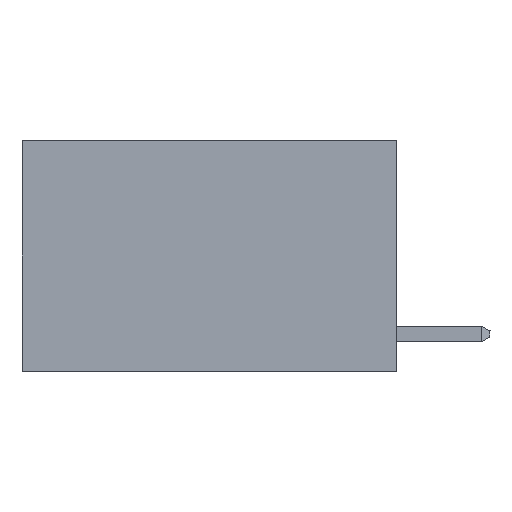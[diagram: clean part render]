
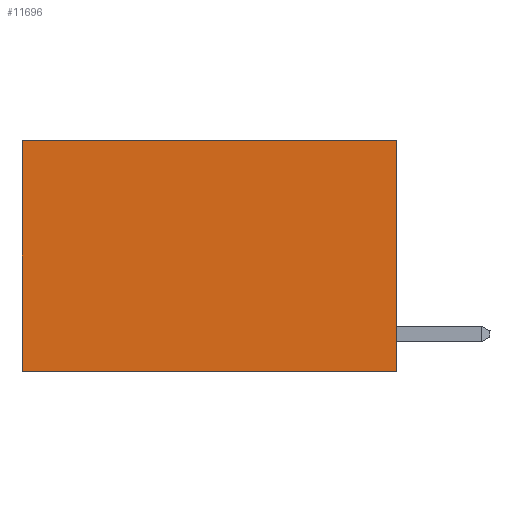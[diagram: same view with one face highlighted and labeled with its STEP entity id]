
A CAD part, left-side view. The second image highlights one B-rep face of the part: STEP entity #11696.
In plain terms, the highlighted planar face has unit normal (-1, 0, 0).
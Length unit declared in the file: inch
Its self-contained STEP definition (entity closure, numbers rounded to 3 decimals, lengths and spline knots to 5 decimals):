
#102 = CARTESIAN_POINT ( 'NONE',  ( 0.2625, 0.6, 0. ) ) ;
#143 = EDGE_LOOP ( 'NONE', ( #16435, #13620, #13177, #14204 ) ) ;
#271 = FACE_OUTER_BOUND ( 'NONE', #143, .T. ) ;
#820 = VECTOR ( 'NONE', #14697, 39.37008 ) ;
#1073 = CARTESIAN_POINT ( 'NONE',  ( 0.2625, 0., -0.37 ) ) ;
#1717 = LINE ( 'NONE', #12595, #5271 ) ;
#3708 = CARTESIAN_POINT ( 'NONE',  ( 0.2625, 0., 0. ) ) ;
#3926 = VECTOR ( 'NONE', #10251, 39.37008 ) ;
#5038 = DIRECTION ( 'NONE',  ( 1., 0., 0. ) ) ;
#5271 = VECTOR ( 'NONE', #12542, 39.37008 ) ;
#5842 = VERTEX_POINT ( 'NONE', #15335 ) ;
#6207 = EDGE_CURVE ( 'NONE', #10400, #5842, #11366, .T. ) ;
#7115 = EDGE_CURVE ( 'NONE', #10400, #9825, #13992, .T. ) ;
#7173 = AXIS2_PLACEMENT_3D ( 'NONE', #12875, #5038, #14224 ) ;
#7656 = PLANE ( 'NONE',  #7173 ) ;
#8004 = CARTESIAN_POINT ( 'NONE',  ( 0.2625, 0.6, -0.37 ) ) ;
#8575 = VECTOR ( 'NONE', #14645, 39.37008 ) ;
#9825 = VERTEX_POINT ( 'NONE', #1073 ) ;
#10251 = DIRECTION ( 'NONE',  ( 0., 0., -1. ) ) ;
#10400 = VERTEX_POINT ( 'NONE', #14030 ) ;
#11366 = LINE ( 'NONE', #15936, #820 ) ;
#11696 = ADVANCED_FACE ( 'NONE', ( #271 ), #7656, .F. ) ;
#12022 = EDGE_CURVE ( 'NONE', #5842, #17067, #12064, .T. ) ;
#12064 = LINE ( 'NONE', #102, #8575 ) ;
#12256 = EDGE_CURVE ( 'NONE', #9825, #17067, #1717, .T. ) ;
#12542 = DIRECTION ( 'NONE',  ( 0., 1., 0. ) ) ;
#12595 = CARTESIAN_POINT ( 'NONE',  ( 0.2625, 0., -0.37 ) ) ;
#12875 = CARTESIAN_POINT ( 'NONE',  ( 0.2625, 0., 0. ) ) ;
#13177 = ORIENTED_EDGE ( 'NONE', *, *, #7115, .F. ) ;
#13620 = ORIENTED_EDGE ( 'NONE', *, *, #12256, .F. ) ;
#13992 = LINE ( 'NONE', #3708, #3926 ) ;
#14030 = CARTESIAN_POINT ( 'NONE',  ( 0.2625, 0., 0. ) ) ;
#14204 = ORIENTED_EDGE ( 'NONE', *, *, #6207, .T. ) ;
#14224 = DIRECTION ( 'NONE',  ( 0., 0., -1. ) ) ;
#14645 = DIRECTION ( 'NONE',  ( 0., 0., -1. ) ) ;
#14697 = DIRECTION ( 'NONE',  ( 0., 1., 0. ) ) ;
#15335 = CARTESIAN_POINT ( 'NONE',  ( 0.2625, 0.6, 0. ) ) ;
#15936 = CARTESIAN_POINT ( 'NONE',  ( 0.2625, 0., 0. ) ) ;
#16435 = ORIENTED_EDGE ( 'NONE', *, *, #12022, .T. ) ;
#17067 = VERTEX_POINT ( 'NONE', #8004 ) ;
